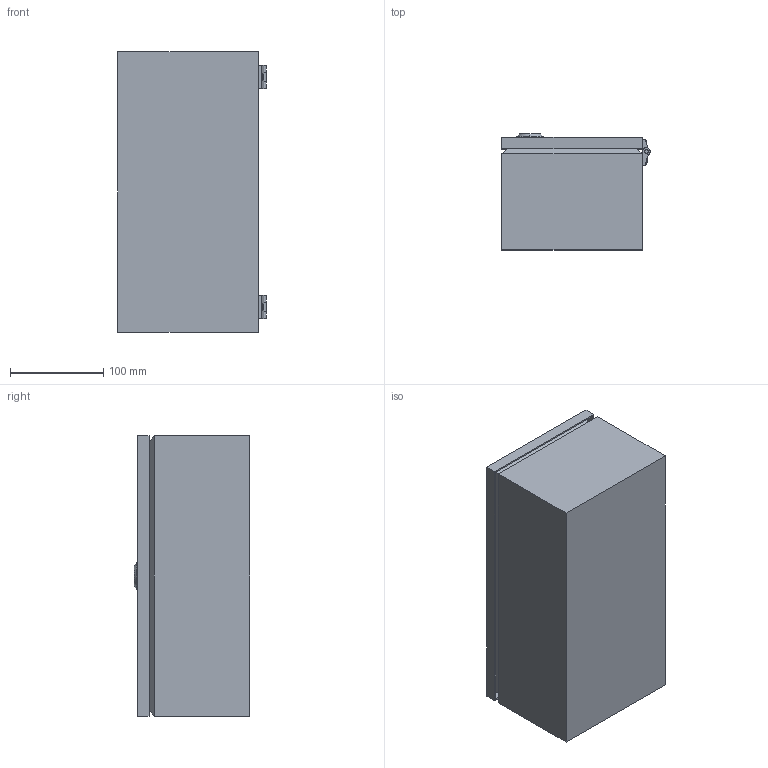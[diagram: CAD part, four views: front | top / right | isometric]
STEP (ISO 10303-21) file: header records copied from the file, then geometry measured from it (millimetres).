
FILE_DESCRIPTION (( 'STEP AP214' ), '1' );
FILE_NAME ('2409-1530-12-07.step', '2023-11-08T13:55:09', ( '' ), ( '' ), 'SwSTEP 2.0', 'SolidWorks 2019', '' );
FILE_SCHEMA (( 'AUTOMOTIVE_DESIGN' ));
Length unit declared in the file: millimetre
Products named in the file (3): Deckel_1530; 2409-1530-12-07; Korpus_1530-12
Assembly tree (2 placements, depth 2):
  2409-1530-12-07
    Deckel_1530
    Korpus_1530-12
Bounding box: 158.5 x 124 x 300 mm (x, y, z)
Volume: 338767.3 mm3; surface area: 434424.7 mm2
Topology: 5 solids, 5 shells, 550 faces, 1357 edges, 880 vertices
Faces by surface type: plane 368, cylinder 162, torus 12, cone 8
Entity records: 21650 total; most frequent: CARTESIAN_POINT 3080, DIRECTION 2717, ORIENTED_EDGE 2714, EDGE_CURVE 1357, VECTOR 915, LINE 915, AXIS2_PLACEMENT_3D 901, VERTEX_POINT 880
